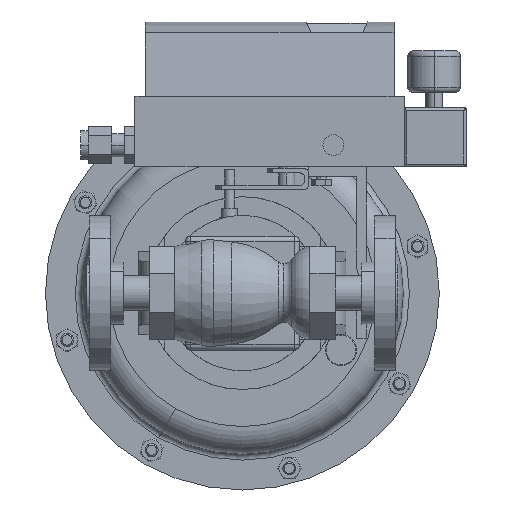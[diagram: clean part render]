
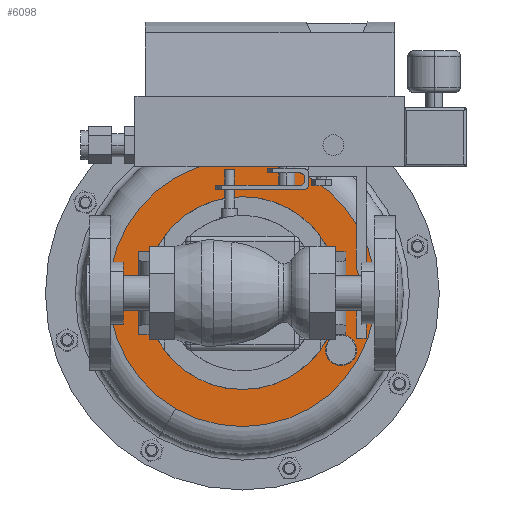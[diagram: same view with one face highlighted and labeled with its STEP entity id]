
A CAD part, front view. The second image highlights one B-rep face of the part: STEP entity #6098.
In plain terms, the highlighted planar face has unit normal (0, -1, 0).
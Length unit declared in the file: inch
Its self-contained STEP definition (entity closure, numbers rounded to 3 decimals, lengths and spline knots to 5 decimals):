
#137 = EDGE_CURVE ( 'NONE', #5717, #8020, #5153, .T. ) ;
#145 = DIRECTION ( 'NONE',  ( 0., -1., 0. ) ) ;
#732 = DIRECTION ( 'NONE',  ( 0., 1., 0. ) ) ;
#1082 = DIRECTION ( 'NONE',  ( 0.5, 0., 0.866 ) ) ;
#1212 = CIRCLE ( 'NONE', #1850, 0.375 ) ;
#1396 = ORIENTED_EDGE ( 'NONE', *, *, #17040, .F. ) ;
#1594 = EDGE_CURVE ( 'NONE', #15839, #22238, #1212, .T. ) ;
#1850 = AXIS2_PLACEMENT_3D ( 'NONE', #10895, #24373, #12807 ) ;
#2544 = CARTESIAN_POINT ( 'NONE',  ( 2.6996, 7.835, -1.17631 ) ) ;
#3368 = FACE_BOUND ( 'NONE', #8780, .T. ) ;
#3461 = ORIENTED_EDGE ( 'NONE', *, *, #137, .F. ) ;
#3978 = FACE_BOUND ( 'NONE', #11880, .T. ) ;
#4887 = ORIENTED_EDGE ( 'NONE', *, *, #17921, .F. ) ;
#5153 = CIRCLE ( 'NONE', #7341, 3.219 ) ;
#5428 = DIRECTION ( 'NONE',  ( 0., -1., 0. ) ) ;
#5666 = DIRECTION ( 'NONE',  ( 0., 1., 0. ) ) ;
#5717 = VERTEX_POINT ( 'NONE', #13986 ) ;
#5756 = AXIS2_PLACEMENT_3D ( 'NONE', #5863, #145, #13575 ) ;
#5863 = CARTESIAN_POINT ( 'NONE',  ( 2.78774, 7.835, -1.6095 ) ) ;
#6098 = ADVANCED_FACE ( 'NONE', ( #3978, #23256, #3368 ), #9743, .T. ) ;
#6743 = AXIS2_PLACEMENT_3D ( 'NONE', #24162, #12605, #1082 ) ;
#6994 = CARTESIAN_POINT ( 'NONE',  ( 0., 7.835, -2.325 ) ) ;
#7341 = AXIS2_PLACEMENT_3D ( 'NONE', #12250, #732, #14177 ) ;
#7411 = CARTESIAN_POINT ( 'NONE',  ( 2.06354, 7.835, -1.57369 ) ) ;
#7763 = VERTEX_POINT ( 'NONE', #6994 ) ;
#8020 = VERTEX_POINT ( 'NONE', #9990 ) ;
#8780 = EDGE_LOOP ( 'NONE', ( #13390, #13983 ) ) ;
#9743 = PLANE ( 'NONE',  #5756 ) ;
#9990 = CARTESIAN_POINT ( 'NONE',  ( 1.6095, 7.835, 2.78774 ) ) ;
#10795 = DIRECTION ( 'NONE',  ( 0., -1., 0. ) ) ;
#10895 = CARTESIAN_POINT ( 'NONE',  ( 2.38157, 7.835, -1.375 ) ) ;
#11880 = EDGE_LOOP ( 'NONE', ( #1396, #12607 ) ) ;
#12250 = CARTESIAN_POINT ( 'NONE',  ( 0., 7.835, 0. ) ) ;
#12605 = DIRECTION ( 'NONE',  ( 0., 1., 0. ) ) ;
#12607 = ORIENTED_EDGE ( 'NONE', *, *, #22373, .F. ) ;
#12807 = DIRECTION ( 'NONE',  ( 0.848, 0., 0.53 ) ) ;
#13174 = EDGE_LOOP ( 'NONE', ( #4887, #3461 ) ) ;
#13390 = ORIENTED_EDGE ( 'NONE', *, *, #20885, .T. ) ;
#13575 = DIRECTION ( 'NONE',  ( -0.5, 0., -0.866 ) ) ;
#13983 = ORIENTED_EDGE ( 'NONE', *, *, #1594, .T. ) ;
#13986 = CARTESIAN_POINT ( 'NONE',  ( -1.6095, 7.835, -2.78774 ) ) ;
#14177 = DIRECTION ( 'NONE',  ( 0.5, 0., 0.866 ) ) ;
#14330 = AXIS2_PLACEMENT_3D ( 'NONE', #17177, #5666, #19117 ) ;
#14926 = CARTESIAN_POINT ( 'NONE',  ( 0., 7.835, 2.325 ) ) ;
#15839 = VERTEX_POINT ( 'NONE', #7411 ) ;
#16940 = CARTESIAN_POINT ( 'NONE',  ( 0., 7.835, 0. ) ) ;
#17040 = EDGE_CURVE ( 'NONE', #7763, #23295, #24415, .T. ) ;
#17177 = CARTESIAN_POINT ( 'NONE',  ( 2.38157, 7.835, -1.375 ) ) ;
#17431 = AXIS2_PLACEMENT_3D ( 'NONE', #22321, #10795, #24270 ) ;
#17593 = CIRCLE ( 'NONE', #17431, 2.325 ) ;
#17921 = EDGE_CURVE ( 'NONE', #8020, #5717, #18937, .T. ) ;
#18877 = DIRECTION ( 'NONE',  ( 0., 0., -1. ) ) ;
#18937 = CIRCLE ( 'NONE', #6743, 3.219 ) ;
#19117 = DIRECTION ( 'NONE',  ( 0.848, 0., 0.53 ) ) ;
#20885 = EDGE_CURVE ( 'NONE', #22238, #15839, #23694, .T. ) ;
#21548 = AXIS2_PLACEMENT_3D ( 'NONE', #16940, #5428, #18877 ) ;
#22238 = VERTEX_POINT ( 'NONE', #2544 ) ;
#22321 = CARTESIAN_POINT ( 'NONE',  ( 0., 7.835, 0. ) ) ;
#22373 = EDGE_CURVE ( 'NONE', #23295, #7763, #17593, .T. ) ;
#23256 = FACE_OUTER_BOUND ( 'NONE', #13174, .T. ) ;
#23295 = VERTEX_POINT ( 'NONE', #14926 ) ;
#23694 = CIRCLE ( 'NONE', #14330, 0.375 ) ;
#24162 = CARTESIAN_POINT ( 'NONE',  ( 0., 7.835, 0. ) ) ;
#24270 = DIRECTION ( 'NONE',  ( 0., 0., -1. ) ) ;
#24373 = DIRECTION ( 'NONE',  ( 0., 1., 0. ) ) ;
#24415 = CIRCLE ( 'NONE', #21548, 2.325 ) ;
